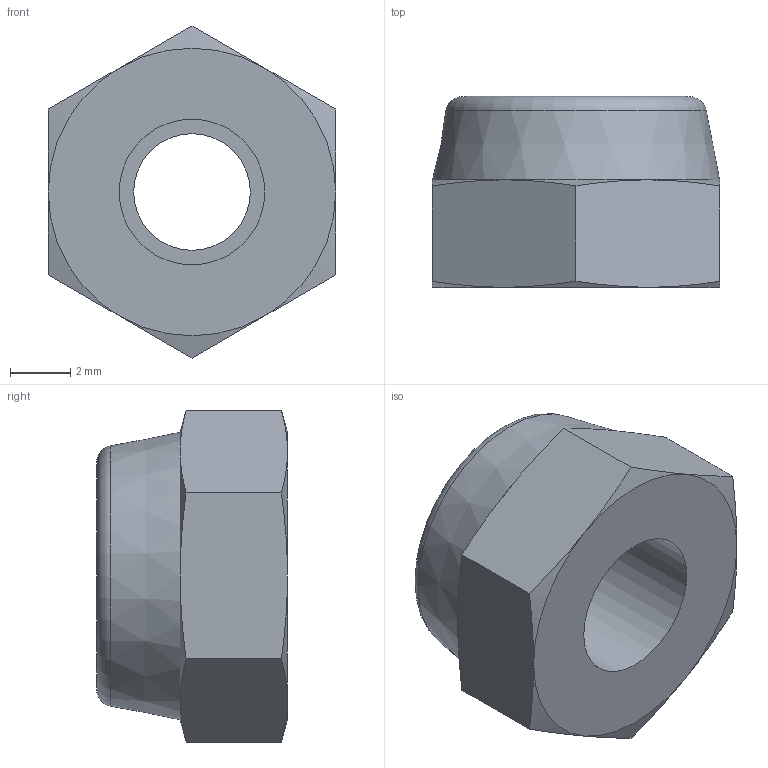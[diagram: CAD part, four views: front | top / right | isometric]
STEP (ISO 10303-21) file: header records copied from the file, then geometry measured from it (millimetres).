
FILE_DESCRIPTION(/* description */ ('10 Std NC Nylock Nut'),/* implementation_level */ '2;1');
FILE_NAME(/* name */ 'DBK_10-32_Nylock_am-1042.ipt.step',/* time_stamp */ '2014-01-07T10:54:39-08:00',/* author */ ('Autodesk Inc.'),/* organization */ ('Autodesk Inc.'),/* preprocessor_version */ 'ST-DEVELOPER v15.2',/* originating_system */ 'Autodesk Inventor 2014',/* authorisation */ '');
FILE_SCHEMA (('AUTOMOTIVE_DESIGN { 1 0 10303 214 3 1 1 }'));
Length unit declared in the file: inch
Products named in the file (1): DBK_10-32_Nylock_am-1042
Bounding box: 9.53 x 6.32 x 11 mm (x, y, z)
Volume: 342.9 mm3; surface area: 394.7 mm2
Topology: 1 solids, 1 shells, 25 faces, 52 edges, 30 vertices
Faces by surface type: cone 13, plane 9, cylinder 2, torus 1
Full cylindrical faces by diameter (mm): 3.861 x1, 4.826 x1
Entity records: 664 total; most frequent: CARTESIAN_POINT 152, ORIENTED_EDGE 96, DIRECTION 94, EDGE_CURVE 48, AXIS2_PLACEMENT_3D 44, EDGE_LOOP 32, VERTEX_POINT 30, ADVANCED_FACE 25
